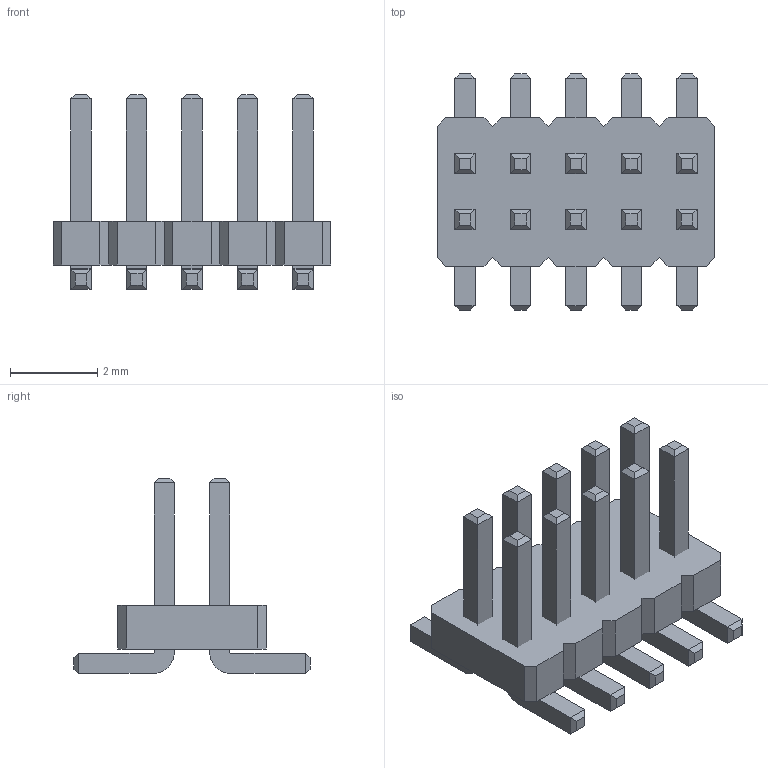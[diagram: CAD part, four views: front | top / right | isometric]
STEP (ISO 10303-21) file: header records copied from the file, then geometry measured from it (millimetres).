
FILE_DESCRIPTION (( 'STEP AP214' ), '1' );
FILE_NAME ('83DFE8FD-E4E6-487F-BA95-0B39847F9EBC.STEP', '2022-12-21T10:43:01', ( '' ), ( '' ), 'SwSTEP 2.0', 'SolidWorks 2022', '' );
FILE_SCHEMA (( 'AUTOMOTIVE_DESIGN' ));
Length unit declared in the file: millimetre
Products named in the file (1): 83DFE8FD-E4E6-487F-BA95-0B39847F9EBC
Bounding box: 6.35 x 5.4 x 4.46 mm (x, y, z)
Volume: 34.1 mm3; surface area: 178.3 mm2
Topology: 11 solids, 11 shells, 214 faces, 496 edges, 304 vertices
Faces by surface type: plane 194, cylinder 20
Entity records: 6004 total; most frequent: CARTESIAN_POINT 1015, ORIENTED_EDGE 992, DIRECTION 966, EDGE_CURVE 496, LINE 456, VECTOR 456, VERTEX_POINT 304, AXIS2_PLACEMENT_3D 255
